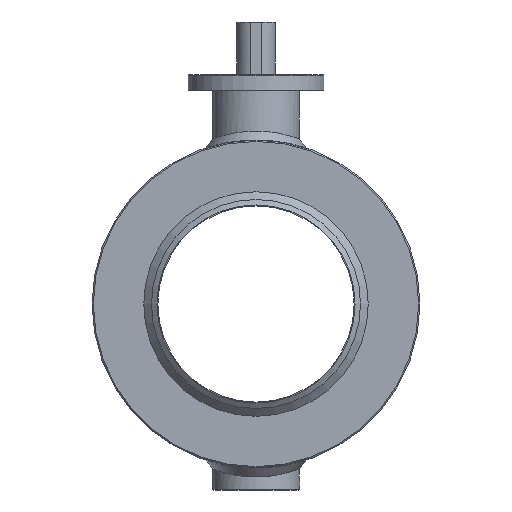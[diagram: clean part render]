
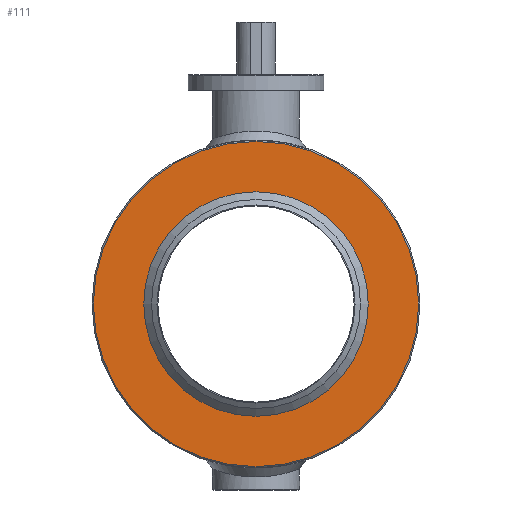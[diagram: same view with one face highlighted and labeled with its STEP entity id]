
A CAD part, left-side view. The second image highlights one B-rep face of the part: STEP entity #111.
In plain terms, the highlighted planar face has unit normal (-1, 0, 0).
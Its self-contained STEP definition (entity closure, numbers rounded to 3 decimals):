
#111 = ADVANCED_FACE( '', ( #263, #264 ), #265, .F. );
#263 = FACE_BOUND( '', #710, .T. );
#264 = FACE_OUTER_BOUND( '', #711, .T. );
#265 = PLANE( '', #712 );
#710 = EDGE_LOOP( '', ( #933 ) );
#711 = EDGE_LOOP( '', ( #934 ) );
#712 = AXIS2_PLACEMENT_3D( '', #935, #936, #937 );
#933 = ORIENTED_EDGE( '', *, *, #1155, .T. );
#934 = ORIENTED_EDGE( '', *, *, #1145, .T. );
#935 = CARTESIAN_POINT( '', ( -223.5, 0., 254. ) );
#936 = DIRECTION( '', ( 1., 0., 0. ) );
#937 = DIRECTION( '', ( 0., 0., -1. ) );
#1145 = EDGE_CURVE( '', #1296, #1296, #1297, .F. );
#1155 = EDGE_CURVE( '', #1308, #1308, #1309, .T. );
#1296 = VERTEX_POINT( '', #1751 );
#1297 = CIRCLE( '', #1752, 252. );
#1308 = VERTEX_POINT( '', #1764 );
#1309 = CIRCLE( '', #1765, 173.95 );
#1751 = CARTESIAN_POINT( '', ( -223.5, 0., -252. ) );
#1752 = AXIS2_PLACEMENT_3D( '', #1921, #1922, #1923 );
#1764 = CARTESIAN_POINT( '', ( -223.5, 0., -173.95 ) );
#1765 = AXIS2_PLACEMENT_3D( '', #1931, #1932, #1933 );
#1921 = CARTESIAN_POINT( '', ( -223.5, 0., 0. ) );
#1922 = DIRECTION( '', ( 1., 0., 0. ) );
#1923 = DIRECTION( '', ( 0., 0., -1. ) );
#1931 = CARTESIAN_POINT( '', ( -223.5, 0., 0. ) );
#1932 = DIRECTION( '', ( 1., 0., 0. ) );
#1933 = DIRECTION( '', ( 0., 0., -1. ) );
